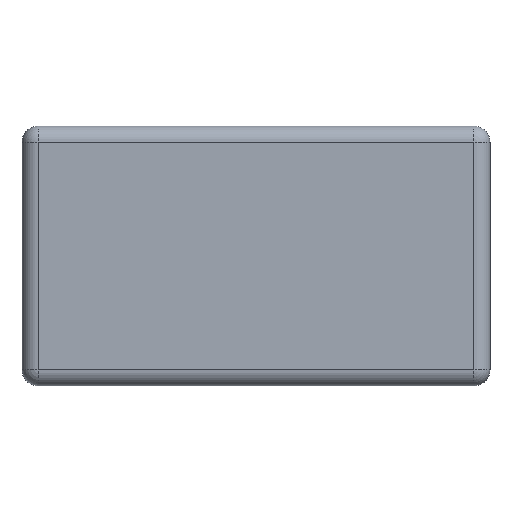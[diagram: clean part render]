
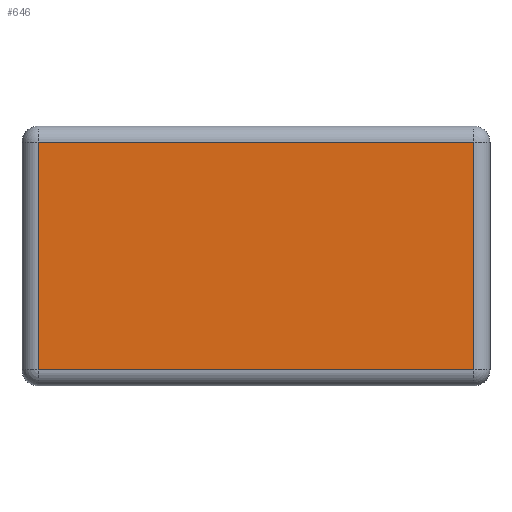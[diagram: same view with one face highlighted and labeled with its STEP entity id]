
A CAD part, front view. The second image highlights one B-rep face of the part: STEP entity #646.
In plain terms, the highlighted planar face has unit normal (0, -1, 0).
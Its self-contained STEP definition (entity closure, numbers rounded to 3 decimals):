
#7 = CARTESIAN_POINT ( 'NONE',  ( 0., 0., 14.1 ) ) ;
#16 = EDGE_LOOP ( 'NONE', ( #340, #111, #45, #531 ) ) ;
#18 = EDGE_CURVE ( 'NONE', #205, #235, #271, .T. ) ;
#20 = CARTESIAN_POINT ( 'NONE',  ( 27., 0., 14.1 ) ) ;
#45 = ORIENTED_EDGE ( 'NONE', *, *, #224, .T. ) ;
#48 = CARTESIAN_POINT ( 'NONE',  ( 27., 0., 0. ) ) ;
#50 = DIRECTION ( 'NONE',  ( -1., 0., 0. ) ) ;
#108 = VECTOR ( 'NONE', #424, 1000. ) ;
#111 = ORIENTED_EDGE ( 'NONE', *, *, #621, .T. ) ;
#128 = DIRECTION ( 'NONE',  ( 1., 0., 0. ) ) ;
#134 = CARTESIAN_POINT ( 'NONE',  ( -27., 0., -14.1 ) ) ;
#147 = CARTESIAN_POINT ( 'NONE',  ( -27., 0., 14.1 ) ) ;
#189 = DIRECTION ( 'NONE',  ( 0., 0., -1. ) ) ;
#192 = CARTESIAN_POINT ( 'NONE',  ( -27., 0., 0. ) ) ;
#205 = VERTEX_POINT ( 'NONE', #147 ) ;
#224 = EDGE_CURVE ( 'NONE', #658, #652, #416, .T. ) ;
#235 = VERTEX_POINT ( 'NONE', #134 ) ;
#271 = LINE ( 'NONE', #192, #579 ) ;
#287 = DIRECTION ( 'NONE',  ( 0., 0., 1. ) ) ;
#294 = CARTESIAN_POINT ( 'NONE',  ( 0., 0., -14.1 ) ) ;
#316 = EDGE_CURVE ( 'NONE', #652, #205, #489, .T. ) ;
#340 = ORIENTED_EDGE ( 'NONE', *, *, #18, .T. ) ;
#354 = FACE_OUTER_BOUND ( 'NONE', #16, .T. ) ;
#416 = LINE ( 'NONE', #48, #108 ) ;
#424 = DIRECTION ( 'NONE',  ( 0., 0., 1. ) ) ;
#489 = LINE ( 'NONE', #7, #634 ) ;
#492 = DIRECTION ( 'NONE',  ( 0., 1., 0. ) ) ;
#493 = LINE ( 'NONE', #294, #500 ) ;
#500 = VECTOR ( 'NONE', #128, 1000. ) ;
#531 = ORIENTED_EDGE ( 'NONE', *, *, #316, .T. ) ;
#546 = CARTESIAN_POINT ( 'NONE',  ( 27., 0., -14.1 ) ) ;
#548 = PLANE ( 'NONE',  #656 ) ;
#579 = VECTOR ( 'NONE', #189, 1000. ) ;
#591 = CARTESIAN_POINT ( 'NONE',  ( 0., 0., 0. ) ) ;
#621 = EDGE_CURVE ( 'NONE', #235, #658, #493, .T. ) ;
#634 = VECTOR ( 'NONE', #50, 1000. ) ;
#646 = ADVANCED_FACE ( 'NONE', ( #354 ), #548, .F. ) ;
#652 = VERTEX_POINT ( 'NONE', #20 ) ;
#656 = AXIS2_PLACEMENT_3D ( 'NONE', #591, #492, #287 ) ;
#658 = VERTEX_POINT ( 'NONE', #546 ) ;
